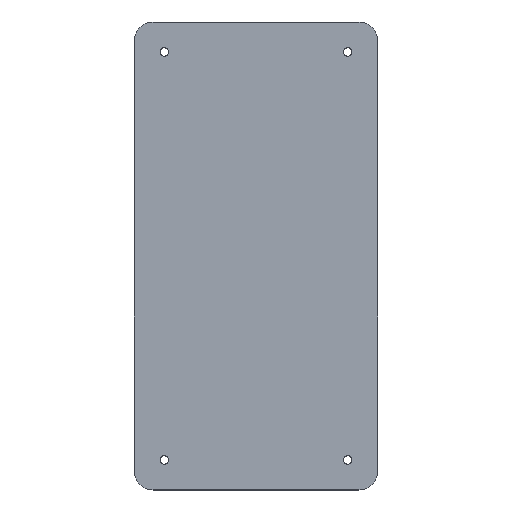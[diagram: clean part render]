
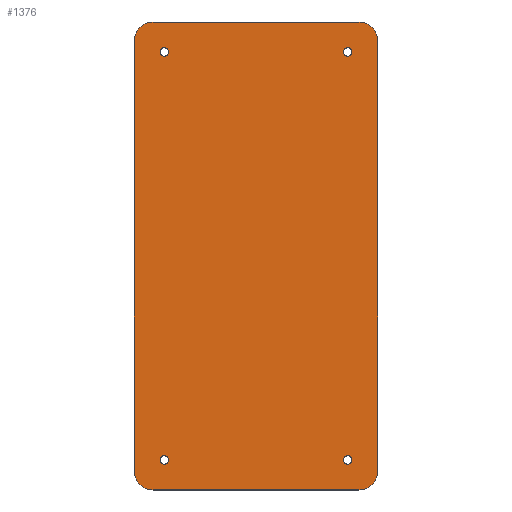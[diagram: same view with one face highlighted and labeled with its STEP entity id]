
A CAD part, top view. The second image highlights one B-rep face of the part: STEP entity #1376.
In plain terms, the highlighted planar face has unit normal (0, 0, 1).
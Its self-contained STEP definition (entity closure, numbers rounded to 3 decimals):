
#38=FACE_BOUND('',#307,.T.);
#39=FACE_BOUND('',#308,.T.);
#40=FACE_BOUND('',#309,.T.);
#41=FACE_BOUND('',#310,.T.);
#108=CIRCLE('',#1511,5.);
#110=CIRCLE('',#1515,5.);
#112=CIRCLE('',#1519,5.);
#114=CIRCLE('',#1523,5.);
#116=CIRCLE('',#1527,1.13);
#118=CIRCLE('',#1530,1.13);
#120=CIRCLE('',#1533,1.13);
#122=CIRCLE('',#1536,1.13);
#219=FACE_OUTER_BOUND('',#306,.T.);
#306=EDGE_LOOP('',(#1264,#1265,#1266,#1267,#1268,#1269,#1270,#1271));
#307=EDGE_LOOP('',(#1272));
#308=EDGE_LOOP('',(#1273));
#309=EDGE_LOOP('',(#1274));
#310=EDGE_LOOP('',(#1275));
#413=LINE('',#2291,#531);
#417=LINE('',#2303,#535);
#421=LINE('',#2315,#539);
#424=LINE('',#2324,#542);
#531=VECTOR('',#1885,10.);
#535=VECTOR('',#1897,10.);
#539=VECTOR('',#1909,10.);
#542=VECTOR('',#1920,10.);
#657=VERTEX_POINT('',#2281);
#658=VERTEX_POINT('',#2283);
#660=VERTEX_POINT('',#2289);
#662=VERTEX_POINT('',#2295);
#664=VERTEX_POINT('',#2301);
#666=VERTEX_POINT('',#2307);
#668=VERTEX_POINT('',#2313);
#670=VERTEX_POINT('',#2319);
#672=VERTEX_POINT('',#2328);
#674=VERTEX_POINT('',#2334);
#676=VERTEX_POINT('',#2340);
#678=VERTEX_POINT('',#2346);
#844=EDGE_CURVE('',#657,#658,#108,.T.);
#848=EDGE_CURVE('',#657,#660,#413,.T.);
#851=EDGE_CURVE('',#662,#660,#110,.T.);
#854=EDGE_CURVE('',#662,#664,#417,.T.);
#857=EDGE_CURVE('',#666,#664,#112,.T.);
#860=EDGE_CURVE('',#666,#668,#421,.T.);
#863=EDGE_CURVE('',#670,#668,#114,.T.);
#865=EDGE_CURVE('',#670,#658,#424,.T.);
#868=EDGE_CURVE('',#672,#672,#116,.T.);
#871=EDGE_CURVE('',#674,#674,#118,.T.);
#874=EDGE_CURVE('',#676,#676,#120,.T.);
#877=EDGE_CURVE('',#678,#678,#122,.T.);
#1264=ORIENTED_EDGE('',*,*,#851,.F.);
#1265=ORIENTED_EDGE('',*,*,#854,.T.);
#1266=ORIENTED_EDGE('',*,*,#857,.F.);
#1267=ORIENTED_EDGE('',*,*,#860,.T.);
#1268=ORIENTED_EDGE('',*,*,#863,.F.);
#1269=ORIENTED_EDGE('',*,*,#865,.T.);
#1270=ORIENTED_EDGE('',*,*,#844,.F.);
#1271=ORIENTED_EDGE('',*,*,#848,.T.);
#1272=ORIENTED_EDGE('',*,*,#868,.T.);
#1273=ORIENTED_EDGE('',*,*,#871,.T.);
#1274=ORIENTED_EDGE('',*,*,#874,.T.);
#1275=ORIENTED_EDGE('',*,*,#877,.T.);
#1310=PLANE('',#1538);
#1376=ADVANCED_FACE('',(#219,#38,#39,#40,#41),#1310,.T.);
#1511=AXIS2_PLACEMENT_3D('',#2284,#1878,#1879);
#1515=AXIS2_PLACEMENT_3D('',#2297,#1891,#1892);
#1519=AXIS2_PLACEMENT_3D('',#2309,#1903,#1904);
#1523=AXIS2_PLACEMENT_3D('',#2321,#1915,#1916);
#1527=AXIS2_PLACEMENT_3D('',#2330,#1926,#1927);
#1530=AXIS2_PLACEMENT_3D('',#2336,#1933,#1934);
#1533=AXIS2_PLACEMENT_3D('',#2342,#1940,#1941);
#1536=AXIS2_PLACEMENT_3D('',#2348,#1947,#1948);
#1538=AXIS2_PLACEMENT_3D('',#2350,#1951,#1952);
#1878=DIRECTION('center_axis',(0.,0.,-1.));
#1879=DIRECTION('ref_axis',(0.707,0.707,0.));
#1885=DIRECTION('',(-1.,0.,0.));
#1891=DIRECTION('center_axis',(0.,0.,-1.));
#1892=DIRECTION('ref_axis',(-0.707,0.707,0.));
#1897=DIRECTION('',(0.,-1.,0.));
#1903=DIRECTION('center_axis',(0.,0.,-1.));
#1904=DIRECTION('ref_axis',(-0.707,-0.707,0.));
#1909=DIRECTION('',(1.,0.,0.));
#1915=DIRECTION('center_axis',(0.,0.,-1.));
#1916=DIRECTION('ref_axis',(0.707,-0.707,0.));
#1920=DIRECTION('',(0.,1.,0.));
#1926=DIRECTION('center_axis',(0.,0.,-1.));
#1927=DIRECTION('ref_axis',(1.,0.,0.));
#1933=DIRECTION('center_axis',(0.,0.,-1.));
#1934=DIRECTION('ref_axis',(1.,0.,0.));
#1940=DIRECTION('center_axis',(0.,0.,-1.));
#1941=DIRECTION('ref_axis',(1.,0.,0.));
#1947=DIRECTION('center_axis',(0.,0.,-1.));
#1948=DIRECTION('ref_axis',(1.,0.,0.));
#1951=DIRECTION('center_axis',(0.,0.,1.));
#1952=DIRECTION('ref_axis',(1.,0.,0.));
#2281=CARTESIAN_POINT('',(57.5,110.238,9.525));
#2283=CARTESIAN_POINT('',(62.5,105.238,9.525));
#2284=CARTESIAN_POINT('Origin',(57.5,105.238,9.525));
#2289=CARTESIAN_POINT('',(2.5,110.238,9.525));
#2291=CARTESIAN_POINT('',(62.5,110.238,9.525));
#2295=CARTESIAN_POINT('',(-2.5,105.238,9.525));
#2297=CARTESIAN_POINT('Origin',(2.5,105.238,9.525));
#2301=CARTESIAN_POINT('',(-2.5,-9.762,9.525));
#2303=CARTESIAN_POINT('',(-2.5,110.238,9.525));
#2307=CARTESIAN_POINT('',(2.5,-14.762,9.525));
#2309=CARTESIAN_POINT('Origin',(2.5,-9.762,9.525));
#2313=CARTESIAN_POINT('',(57.5,-14.762,9.525));
#2315=CARTESIAN_POINT('',(-2.5,-14.762,9.525));
#2319=CARTESIAN_POINT('',(62.5,-9.762,9.525));
#2321=CARTESIAN_POINT('Origin',(57.5,-9.762,9.525));
#2324=CARTESIAN_POINT('',(62.5,-14.762,9.525));
#2328=CARTESIAN_POINT('',(53.37,-6.762,9.525));
#2330=CARTESIAN_POINT('Origin',(54.5,-6.762,9.525));
#2334=CARTESIAN_POINT('',(53.37,102.238,9.525));
#2336=CARTESIAN_POINT('Origin',(54.5,102.238,9.525));
#2340=CARTESIAN_POINT('',(4.37,-6.762,9.525));
#2342=CARTESIAN_POINT('Origin',(5.5,-6.762,9.525));
#2346=CARTESIAN_POINT('',(4.37,102.238,9.525));
#2348=CARTESIAN_POINT('Origin',(5.5,102.238,9.525));
#2350=CARTESIAN_POINT('Origin',(30.,47.738,9.525));
